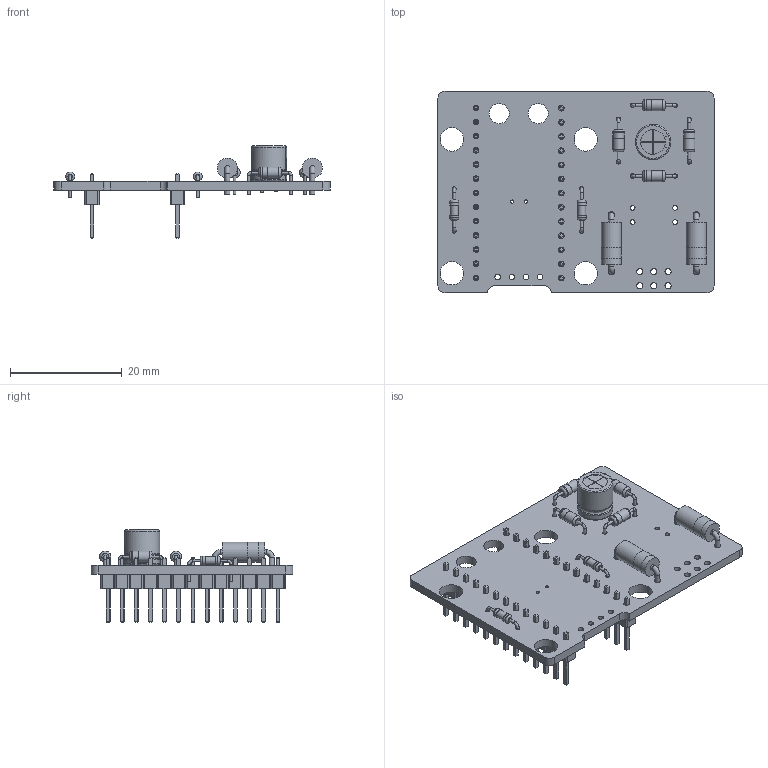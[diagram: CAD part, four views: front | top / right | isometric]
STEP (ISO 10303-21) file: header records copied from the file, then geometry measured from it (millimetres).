
FILE_DESCRIPTION(('KiCad electronic assembly'),'2;1');
FILE_NAME('linky.step','2020-11-21T14:33:14',('An Author'),('A Company') ,'Open CASCADE STEP processor 6.9','KiCad to STEP converter','Unknown' );
FILE_SCHEMA(('AUTOMOTIVE_DESIGN { 1 0 10303 214 1 1 1 1 }'));
Length unit declared in the file: millimetre
Products named in the file (12): Open CASCADE STEP translator 6.9 1; CP_Radial_D6.3mm_P2.50mm; SOLID; D_DO-35_SOD27_P7.62mm_Horizontal; COMPOUND; R_Axial_DIN0204_L3.6mm_D1.6mm_P7.62mm_Horizontal; PinHeader_1x13_P2.54mm_Vertical; D_DO-15_P10.16mm_Horizontal
Assembly tree (17 placements, depth 3):
  Open CASCADE STEP translator 6.9 1
    CP_Radial_D6.3mm_P2.50mm
      SOLID
    D_DO-35_SOD27_P7.62mm_Horizontal  x4
      COMPOUND
    R_Axial_DIN0204_L3.6mm_D1.6mm_P7.62mm_Horizontal  x2
      SOLID
    PinHeader_1x13_P2.54mm_Vertical  x2
      SOLID
    D_DO-15_P10.16mm_Horizontal  x2
      SOLID
    COMPOUND
Bounding box: 49.53 x 36.2 x 16.54 mm (x, y, z)
Volume: 3601.4 mm3; surface area: 6089.4 mm2
Topology: 16 solids, 17 shells, 886 faces, 2057 edges, 1284 vertices
Faces by surface type: plane 711, cylinder 137, torus 30, revolution 4, bspline 4
Full cylindrical faces by diameter (mm): 0.5 x22, 0.568 x2, 0.7 x4, 0.8 x10, 0.85 x4, 0.9 x8, 1 x30, 1.1 x6, 1.2 x4, 1.44 x2, 1.6 x4, 2 x8, 2.02 x4, 3.6 x6, 3.62 x2, 4.2 x4
Entity records: 33745 total; most frequent: CARTESIAN_POINT 6013, DIRECTION 4709, LINE 3029, VECTOR 3029, ORIENTED_EDGE 2350, PCURVE 2350, DEFINITIONAL_REPRESENTATION 2350, EDGE_CURVE 1175
